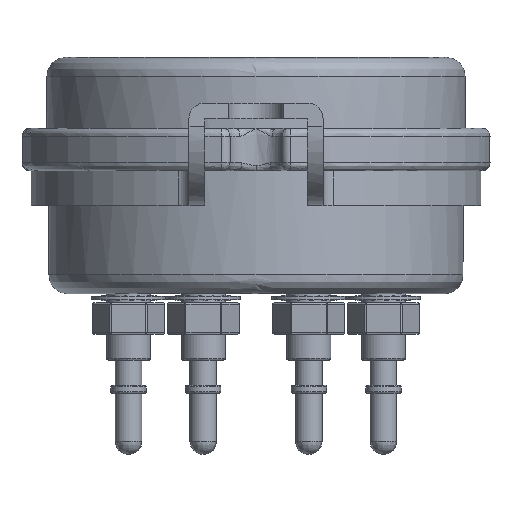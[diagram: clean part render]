
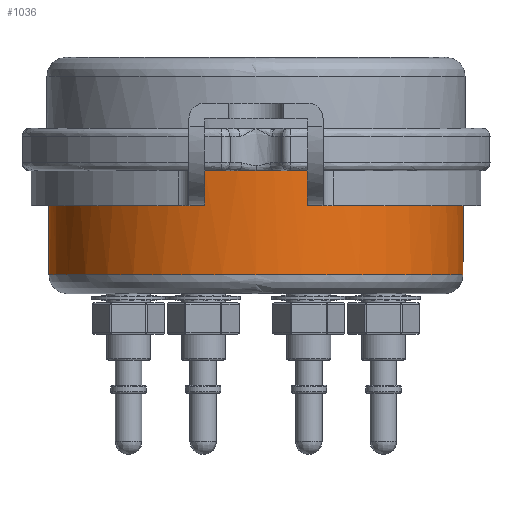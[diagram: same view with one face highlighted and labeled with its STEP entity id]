
A CAD part, left-side view. The second image highlights one B-rep face of the part: STEP entity #1036.
In plain terms, the highlighted free-form (B-spline) face has degree [2, 1] with [7, 2] control points.
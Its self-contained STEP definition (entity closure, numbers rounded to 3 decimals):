
#352 = VERTEX_POINT('',#353);
#353 = CARTESIAN_POINT('',(16.311,1.44,9.713
    ));
#359 = EDGE_CURVE('',#360,#352,#362,.T.);
#360 = VERTEX_POINT('',#361);
#361 = CARTESIAN_POINT('',(1.44,16.311,9.713
    ));
#362 = ( BOUNDED_CURVE() B_SPLINE_CURVE(2,(#363,#364,#365),
.UNSPECIFIED.,.F.,.F.) B_SPLINE_CURVE_WITH_KNOTS((3,3),(0.,
1.395),.PIECEWISE_BEZIER_KNOTS.) CURVE() 
GEOMETRIC_REPRESENTATION_ITEM() RATIONAL_B_SPLINE_CURVE((1.,0.767
,1.)) REPRESENTATION_ITEM('') );
#363 = CARTESIAN_POINT('',(1.44,16.311,9.713
    ));
#364 = CARTESIAN_POINT('',(15.105,15.105,
    9.713));
#365 = CARTESIAN_POINT('',(16.311,1.44,9.713
    ));
#1036 = ADVANCED_FACE('',(#1037),#1120,.T.);
#1037 = FACE_BOUND('',#1038,.T.);
#1038 = EDGE_LOOP('',(#1039,#1047,#1055,#1063,#1071,#1079,#1086,#1096,
    #1097,#1105,#1113,#1119));
#1039 = ORIENTED_EDGE('',*,*,#1040,.T.);
#1040 = EDGE_CURVE('',#352,#1041,#1043,.T.);
#1041 = VERTEX_POINT('',#1042);
#1042 = CARTESIAN_POINT('',(16.311,-1.44,
    9.713));
#1043 = ( BOUNDED_CURVE() B_SPLINE_CURVE(2,(#1044,#1045,#1046),
.UNSPECIFIED.,.F.,.F.) B_SPLINE_CURVE_WITH_KNOTS((3,3),(0.,
0.176),.PIECEWISE_BEZIER_KNOTS.) CURVE() 
GEOMETRIC_REPRESENTATION_ITEM() RATIONAL_B_SPLINE_CURVE((1.,
0.996,1.)) REPRESENTATION_ITEM('') );
#1044 = CARTESIAN_POINT('',(16.311,1.44,
    9.713));
#1045 = CARTESIAN_POINT('',(16.438,0.,
    9.713));
#1046 = CARTESIAN_POINT('',(16.311,-1.44,
    9.713));
#1047 = ORIENTED_EDGE('',*,*,#1048,.T.);
#1048 = EDGE_CURVE('',#1041,#1049,#1051,.T.);
#1049 = VERTEX_POINT('',#1050);
#1050 = CARTESIAN_POINT('',(1.44,-16.311,
    9.713));
#1051 = ( BOUNDED_CURVE() B_SPLINE_CURVE(2,(#1052,#1053,#1054),
.UNSPECIFIED.,.F.,.F.) B_SPLINE_CURVE_WITH_KNOTS((3,3),(0.,
1.395),.PIECEWISE_BEZIER_KNOTS.) CURVE() 
GEOMETRIC_REPRESENTATION_ITEM() RATIONAL_B_SPLINE_CURVE((1.,0.767
,1.)) REPRESENTATION_ITEM('') );
#1052 = CARTESIAN_POINT('',(16.311,-1.44,
    9.713));
#1053 = CARTESIAN_POINT('',(15.105,-15.105,
    9.713));
#1054 = CARTESIAN_POINT('',(1.44,-16.311,
    9.713));
#1055 = ORIENTED_EDGE('',*,*,#1056,.T.);
#1056 = EDGE_CURVE('',#1049,#1057,#1059,.T.);
#1057 = VERTEX_POINT('',#1058);
#1058 = CARTESIAN_POINT('',(-1.44,-16.311,
    9.713));
#1059 = ( BOUNDED_CURVE() B_SPLINE_CURVE(2,(#1060,#1061,#1062),
.UNSPECIFIED.,.F.,.F.) B_SPLINE_CURVE_WITH_KNOTS((3,3),(0.,
0.176),.PIECEWISE_BEZIER_KNOTS.) CURVE() 
GEOMETRIC_REPRESENTATION_ITEM() RATIONAL_B_SPLINE_CURVE((1.,
0.996,1.)) REPRESENTATION_ITEM('') );
#1060 = CARTESIAN_POINT('',(1.44,-16.311,
    9.713));
#1061 = CARTESIAN_POINT('',(0.,-16.438,
    9.713));
#1062 = CARTESIAN_POINT('',(-1.44,-16.311,
    9.713));
#1063 = ORIENTED_EDGE('',*,*,#1064,.T.);
#1064 = EDGE_CURVE('',#1057,#1065,#1067,.T.);
#1065 = VERTEX_POINT('',#1066);
#1066 = CARTESIAN_POINT('',(-16.311,-1.44,
    9.713));
#1067 = ( BOUNDED_CURVE() B_SPLINE_CURVE(2,(#1068,#1069,#1070),
.UNSPECIFIED.,.F.,.F.) B_SPLINE_CURVE_WITH_KNOTS((3,3),(0.,
1.395),.PIECEWISE_BEZIER_KNOTS.) CURVE() 
GEOMETRIC_REPRESENTATION_ITEM() RATIONAL_B_SPLINE_CURVE((1.,0.767
,1.)) REPRESENTATION_ITEM('') );
#1068 = CARTESIAN_POINT('',(-1.44,-16.311,
    9.713));
#1069 = CARTESIAN_POINT('',(-15.105,-15.105,
    9.713));
#1070 = CARTESIAN_POINT('',(-16.311,-1.44,
    9.713));
#1071 = ORIENTED_EDGE('',*,*,#1072,.T.);
#1072 = EDGE_CURVE('',#1065,#1073,#1075,.T.);
#1073 = VERTEX_POINT('',#1074);
#1074 = CARTESIAN_POINT('',(-16.375,0.,
    9.713));
#1075 = ( BOUNDED_CURVE() B_SPLINE_CURVE(2,(#1076,#1077,#1078),
.UNSPECIFIED.,.F.,.F.) B_SPLINE_CURVE_WITH_KNOTS((3,3),(0.,
0.088),.PIECEWISE_BEZIER_KNOTS.) CURVE() 
GEOMETRIC_REPRESENTATION_ITEM() RATIONAL_B_SPLINE_CURVE((1.,
0.999,1.)) REPRESENTATION_ITEM('') );
#1076 = CARTESIAN_POINT('',(-16.311,-1.44,
    9.713));
#1077 = CARTESIAN_POINT('',(-16.375,-0.721,
    9.713));
#1078 = CARTESIAN_POINT('',(-16.375,0.,
    9.713));
#1079 = ORIENTED_EDGE('',*,*,#1080,.T.);
#1080 = EDGE_CURVE('',#1073,#1081,#1083,.T.);
#1081 = VERTEX_POINT('',#1082);
#1082 = CARTESIAN_POINT('',(-16.375,0.,
    1.494));
#1083 = B_SPLINE_CURVE_WITH_KNOTS('',1,(#1084,#1085),.UNSPECIFIED.,.F.,
  .F.,(2,2),(0.,6.6),.PIECEWISE_BEZIER_KNOTS.);
#1084 = CARTESIAN_POINT('',(-16.375,0.,
    9.713));
#1085 = CARTESIAN_POINT('',(-16.375,0.,
    1.494));
#1086 = ORIENTED_EDGE('',*,*,#1087,.F.);
#1087 = EDGE_CURVE('',#1081,#1081,#1088,.T.);
#1088 = ( BOUNDED_CURVE() B_SPLINE_CURVE(2,(#1089,#1090,#1091,#1092,
#1093,#1094,#1095),.UNSPECIFIED.,.T.,.F.) B_SPLINE_CURVE_WITH_KNOTS((1,2
    ,2,2,2,1),(-2.094,0.,2.094,4.189,
6.283,8.378),.UNSPECIFIED.) CURVE() 
GEOMETRIC_REPRESENTATION_ITEM() RATIONAL_B_SPLINE_CURVE((1.,0.5,1.,0.5,
1.,0.5,1.)) REPRESENTATION_ITEM('') );
#1089 = CARTESIAN_POINT('',(-16.375,0.,1.494));
#1090 = CARTESIAN_POINT('',(-16.375,28.362,
    1.494));
#1091 = CARTESIAN_POINT('',(8.187,14.181,
    1.494));
#1092 = CARTESIAN_POINT('',(32.749,0.,
    1.494));
#1093 = CARTESIAN_POINT('',(8.187,-14.181,1.494)
  );
#1094 = CARTESIAN_POINT('',(-16.375,-28.362,
    1.494));
#1095 = CARTESIAN_POINT('',(-16.375,0.,1.494));
#1096 = ORIENTED_EDGE('',*,*,#1080,.F.);
#1097 = ORIENTED_EDGE('',*,*,#1098,.T.);
#1098 = EDGE_CURVE('',#1073,#1099,#1101,.T.);
#1099 = VERTEX_POINT('',#1100);
#1100 = CARTESIAN_POINT('',(-16.311,1.44,
    9.713));
#1101 = ( BOUNDED_CURVE() B_SPLINE_CURVE(2,(#1102,#1103,#1104),
.UNSPECIFIED.,.F.,.F.) B_SPLINE_CURVE_WITH_KNOTS((3,3),(0.,
0.088),.PIECEWISE_BEZIER_KNOTS.) CURVE() 
GEOMETRIC_REPRESENTATION_ITEM() RATIONAL_B_SPLINE_CURVE((1.,
0.999,1.)) REPRESENTATION_ITEM('') );
#1102 = CARTESIAN_POINT('',(-16.375,0.,9.713));
#1103 = CARTESIAN_POINT('',(-16.375,0.721,
    9.713));
#1104 = CARTESIAN_POINT('',(-16.311,1.44,
    9.713));
#1105 = ORIENTED_EDGE('',*,*,#1106,.T.);
#1106 = EDGE_CURVE('',#1099,#1107,#1109,.T.);
#1107 = VERTEX_POINT('',#1108);
#1108 = CARTESIAN_POINT('',(-1.44,16.311,
    9.713));
#1109 = ( BOUNDED_CURVE() B_SPLINE_CURVE(2,(#1110,#1111,#1112),
.UNSPECIFIED.,.F.,.F.) B_SPLINE_CURVE_WITH_KNOTS((3,3),(0.,
1.395),.PIECEWISE_BEZIER_KNOTS.) CURVE() 
GEOMETRIC_REPRESENTATION_ITEM() RATIONAL_B_SPLINE_CURVE((1.,0.767
,1.)) REPRESENTATION_ITEM('') );
#1110 = CARTESIAN_POINT('',(-16.311,1.44,
    9.713));
#1111 = CARTESIAN_POINT('',(-15.105,15.105,
    9.713));
#1112 = CARTESIAN_POINT('',(-1.44,16.311,
    9.713));
#1113 = ORIENTED_EDGE('',*,*,#1114,.T.);
#1114 = EDGE_CURVE('',#1107,#360,#1115,.T.);
#1115 = ( BOUNDED_CURVE() B_SPLINE_CURVE(2,(#1116,#1117,#1118),
.UNSPECIFIED.,.F.,.F.) B_SPLINE_CURVE_WITH_KNOTS((3,3),(0.,
0.176),.PIECEWISE_BEZIER_KNOTS.) CURVE() 
GEOMETRIC_REPRESENTATION_ITEM() RATIONAL_B_SPLINE_CURVE((1.,
0.996,1.)) REPRESENTATION_ITEM('') );
#1116 = CARTESIAN_POINT('',(-1.44,16.311,
    9.713));
#1117 = CARTESIAN_POINT('',(0.,16.438,
    9.713));
#1118 = CARTESIAN_POINT('',(1.44,16.311,
    9.713));
#1119 = ORIENTED_EDGE('',*,*,#359,.T.);
#1120 = ( BOUNDED_SURFACE() B_SPLINE_SURFACE(2,1,(
    (#1121,#1122)
    ,(#1123,#1124)
    ,(#1125,#1126)
    ,(#1127,#1128)
    ,(#1129,#1130)
    ,(#1131,#1132)
    ,(#1133,#1134
)),.UNSPECIFIED.,.T.,.F.,.F.) B_SPLINE_SURFACE_WITH_KNOTS((1,2,2,2,2,1),
  (2,2),(-2.094,0.,2.094,4.189,6.283,
    8.378),(0.,6.6),.UNSPECIFIED.) 
GEOMETRIC_REPRESENTATION_ITEM() RATIONAL_B_SPLINE_SURFACE((
    (1.,1.)
    ,(0.5,0.5)
    ,(1.,1.)
    ,(0.5,0.5)
    ,(1.,1.)
    ,(0.5,0.5)
,(1.,1.))) REPRESENTATION_ITEM('') SURFACE() );
#1121 = CARTESIAN_POINT('',(-16.375,0.,9.713));
#1122 = CARTESIAN_POINT('',(-16.375,0.,1.494));
#1123 = CARTESIAN_POINT('',(-16.375,28.362,
    9.713));
#1124 = CARTESIAN_POINT('',(-16.375,28.362,
    1.494));
#1125 = CARTESIAN_POINT('',(8.187,14.181,
    9.713));
#1126 = CARTESIAN_POINT('',(8.187,14.181,
    1.494));
#1127 = CARTESIAN_POINT('',(32.749,0.,
    9.713));
#1128 = CARTESIAN_POINT('',(32.749,0.,
    1.494));
#1129 = CARTESIAN_POINT('',(8.187,-14.181,9.713)
  );
#1130 = CARTESIAN_POINT('',(8.187,-14.181,1.494)
  );
#1131 = CARTESIAN_POINT('',(-16.375,-28.362,
    9.713));
#1132 = CARTESIAN_POINT('',(-16.375,-28.362,
    1.494));
#1133 = CARTESIAN_POINT('',(-16.375,0.,9.713));
#1134 = CARTESIAN_POINT('',(-16.375,0.,1.494));
